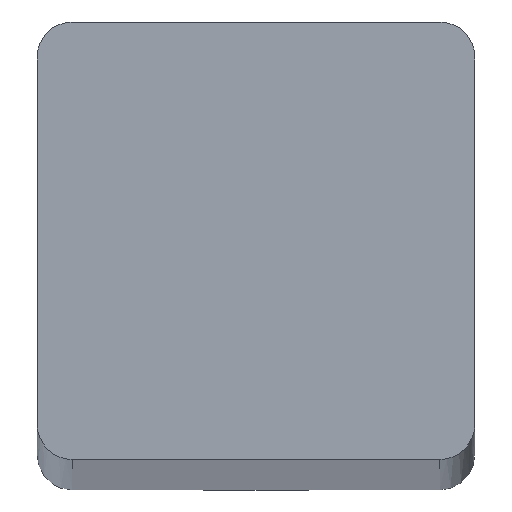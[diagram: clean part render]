
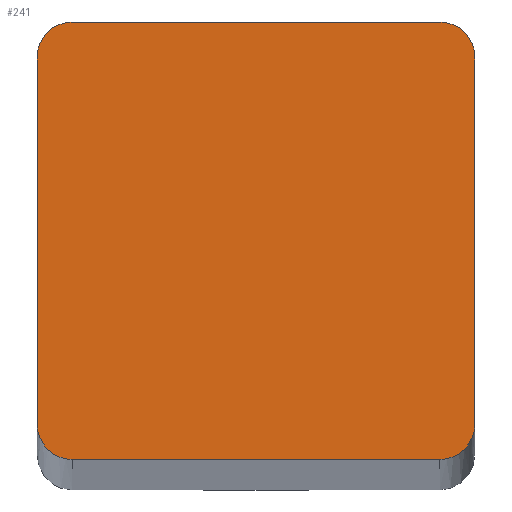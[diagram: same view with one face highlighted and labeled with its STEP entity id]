
A CAD part, top view. The second image highlights one B-rep face of the part: STEP entity #241.
In plain terms, the highlighted planar face has unit normal (0, 0, 1).
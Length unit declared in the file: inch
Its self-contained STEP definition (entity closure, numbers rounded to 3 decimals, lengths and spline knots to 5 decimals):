
#35=FACE_OUTER_BOUND('',#49,.T.);
#49=EDGE_LOOP('',(#163,#164,#165,#166,#167,#168,#169,#170));
#63=LINE('',#365,#79);
#64=LINE('',#369,#80);
#65=LINE('',#373,#81);
#66=LINE('',#376,#82);
#79=VECTOR('',#303,0.3937);
#80=VECTOR('',#306,0.3937);
#81=VECTOR('',#309,0.3937);
#82=VECTOR('',#312,0.3937);
#95=CIRCLE('',#276,0.01);
#96=CIRCLE('',#277,0.01);
#97=CIRCLE('',#278,0.01);
#98=CIRCLE('',#279,0.01);
#103=VERTEX_POINT('',#361);
#104=VERTEX_POINT('',#362);
#105=VERTEX_POINT('',#364);
#106=VERTEX_POINT('',#366);
#107=VERTEX_POINT('',#368);
#108=VERTEX_POINT('',#370);
#109=VERTEX_POINT('',#372);
#110=VERTEX_POINT('',#374);
#127=EDGE_CURVE('',#103,#104,#95,.T.);
#128=EDGE_CURVE('',#105,#103,#63,.T.);
#129=EDGE_CURVE('',#106,#105,#96,.T.);
#130=EDGE_CURVE('',#107,#106,#64,.T.);
#131=EDGE_CURVE('',#108,#107,#97,.T.);
#132=EDGE_CURVE('',#109,#108,#65,.T.);
#133=EDGE_CURVE('',#110,#109,#98,.T.);
#134=EDGE_CURVE('',#104,#110,#66,.T.);
#163=ORIENTED_EDGE('',*,*,#127,.F.);
#164=ORIENTED_EDGE('',*,*,#128,.F.);
#165=ORIENTED_EDGE('',*,*,#129,.F.);
#166=ORIENTED_EDGE('',*,*,#130,.F.);
#167=ORIENTED_EDGE('',*,*,#131,.F.);
#168=ORIENTED_EDGE('',*,*,#132,.F.);
#169=ORIENTED_EDGE('',*,*,#133,.F.);
#170=ORIENTED_EDGE('',*,*,#134,.F.);
#235=PLANE('',#275);
#241=ADVANCED_FACE('',(#35),#235,.F.);
#275=AXIS2_PLACEMENT_3D('',#360,#299,#300);
#276=AXIS2_PLACEMENT_3D('',#363,#301,#302);
#277=AXIS2_PLACEMENT_3D('',#367,#304,#305);
#278=AXIS2_PLACEMENT_3D('',#371,#307,#308);
#279=AXIS2_PLACEMENT_3D('',#375,#310,#311);
#299=DIRECTION('center_axis',(0.,0.,-1.));
#300=DIRECTION('ref_axis',(-1.,0.,0.));
#301=DIRECTION('center_axis',(0.,0.,-1.));
#302=DIRECTION('ref_axis',(-1.,0.,0.));
#303=DIRECTION('',(0.,-1.,0.));
#304=DIRECTION('center_axis',(0.,0.,-1.));
#305=DIRECTION('ref_axis',(-1.,0.,0.));
#306=DIRECTION('',(1.,0.,0.));
#307=DIRECTION('center_axis',(0.,0.,-1.));
#308=DIRECTION('ref_axis',(-1.,0.,0.));
#309=DIRECTION('',(0.,1.,0.));
#310=DIRECTION('center_axis',(0.,0.,-1.));
#311=DIRECTION('ref_axis',(-1.,0.,0.));
#312=DIRECTION('',(-1.,0.,0.));
#360=CARTESIAN_POINT('Origin',(-0.00927,-0.00927,
-1.));
#361=CARTESIAN_POINT('',(0.0625,-0.0525,-1.));
#362=CARTESIAN_POINT('',(0.0525,-0.0625,-1.));
#363=CARTESIAN_POINT('Origin',(0.0525,-0.0525,-1.));
#364=CARTESIAN_POINT('',(0.0625,0.0525,-1.));
#365=CARTESIAN_POINT('',(0.0625,-0.03589,-1.));
#366=CARTESIAN_POINT('',(0.0525,0.0625,-1.));
#367=CARTESIAN_POINT('Origin',(0.0525,0.0525,-1.));
#368=CARTESIAN_POINT('',(-0.0525,0.0625,-1.));
#369=CARTESIAN_POINT('',(-0.03589,0.0625,-1.));
#370=CARTESIAN_POINT('',(-0.0625,0.0525,-1.));
#371=CARTESIAN_POINT('Origin',(-0.0525,0.0525,-1.));
#372=CARTESIAN_POINT('',(-0.0625,-0.0525,-1.));
#373=CARTESIAN_POINT('',(-0.0625,-0.03589,-1.));
#374=CARTESIAN_POINT('',(-0.0525,-0.0625,-1.));
#375=CARTESIAN_POINT('Origin',(-0.0525,-0.0525,-1.));
#376=CARTESIAN_POINT('',(-0.03589,-0.0625,-1.));
